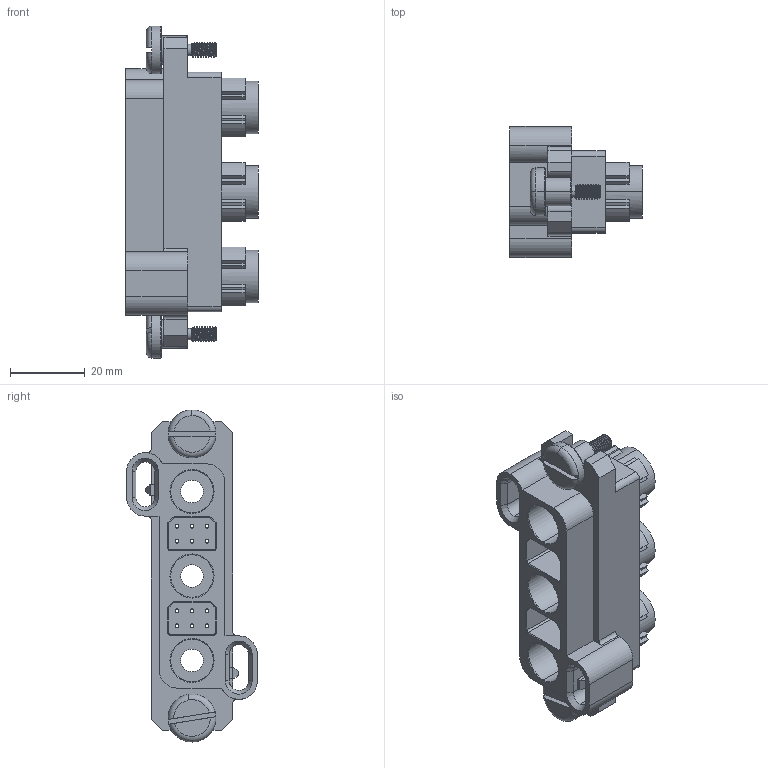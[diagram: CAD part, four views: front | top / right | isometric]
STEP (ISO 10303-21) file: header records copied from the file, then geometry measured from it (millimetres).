
FILE_DESCRIPTION(/* description */ (''),/* implementation_level */ '2;1');
FILE_NAME(/* name */ '1010080000003.stp',/* time_stamp */ '2023-08-02T11:14:20+08:00',/* author */ (''),/* organization */ (''),/* preprocessor_version */ 'ST-DEVELOPER v11',/* originating_system */ 'SIEMENS PLM Software NX 7.5',/* authorisation */ '');
FILE_SCHEMA (('CONFIG_CONTROL_DESIGN'));
Length unit declared in the file: millimetre
Products named in the file (1): 1010080000003_step
Bounding box: 35.4 x 35 x 88.8 mm (x, y, z)
Volume: 30170.3 mm3; surface area: 17906.2 mm2
Topology: 3 solids, 3 shells, 493 faces, 1309 edges, 847 vertices
Faces by surface type: cylinder 229, plane 209, torus 32, cone 17, bspline 6
Entity records: 18956 total; most frequent: CARTESIAN_POINT 6541, ORIENTED_EDGE 2610, DIRECTION 2610, EDGE_CURVE 1305, AXIS2_PLACEMENT_3D 963, VERTEX_POINT 847, LINE 684, VECTOR 684
